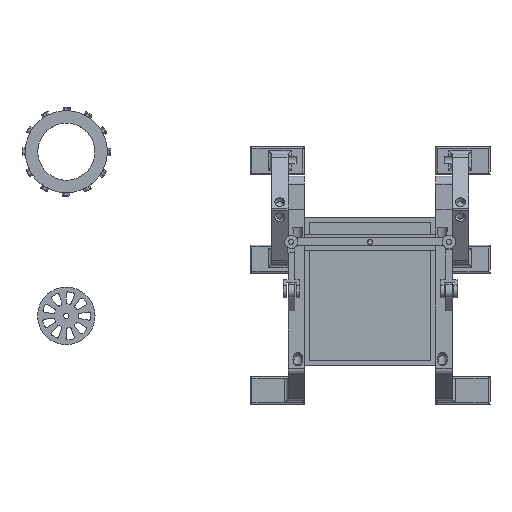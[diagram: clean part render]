
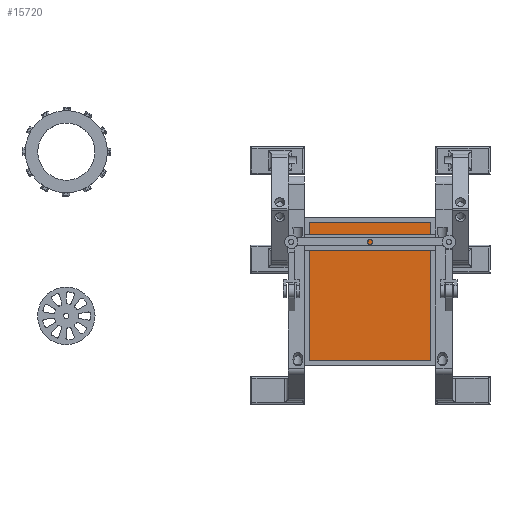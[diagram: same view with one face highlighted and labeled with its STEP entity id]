
A CAD part, top view. The second image highlights one B-rep face of the part: STEP entity #15720.
In plain terms, the highlighted planar face has unit normal (0, 0, 1).
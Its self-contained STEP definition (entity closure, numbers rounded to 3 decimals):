
#296=PLANE('',#16665);
#1312=FACE_OUTER_BOUND('',#2163,.T.);
#2163=EDGE_LOOP('',(#11531,#11532,#11533,#11534));
#3304=LINE('',#23020,#4983);
#3307=LINE('',#23025,#4986);
#3309=LINE('',#23029,#4988);
#3310=LINE('',#23031,#4989);
#4983=VECTOR('',#18538,10.);
#4986=VECTOR('',#18543,10.);
#4988=VECTOR('',#18547,10.);
#4989=VECTOR('',#18550,10.);
#6918=VERTEX_POINT('',#23017);
#6919=VERTEX_POINT('',#23019);
#6920=VERTEX_POINT('',#23023);
#6921=VERTEX_POINT('',#23027);
#8676=EDGE_CURVE('',#6918,#6919,#3304,.T.);
#8679=EDGE_CURVE('',#6920,#6918,#3307,.T.);
#8681=EDGE_CURVE('',#6921,#6920,#3309,.T.);
#8682=EDGE_CURVE('',#6919,#6921,#3310,.T.);
#11531=ORIENTED_EDGE('',*,*,#8682,.F.);
#11532=ORIENTED_EDGE('',*,*,#8676,.F.);
#11533=ORIENTED_EDGE('',*,*,#8679,.F.);
#11534=ORIENTED_EDGE('',*,*,#8681,.F.);
#15720=ADVANCED_FACE('',(#1312),#296,.F.);
#16665=AXIS2_PLACEMENT_3D('',#23032,#18551,#18552);
#18538=DIRECTION('',(0.,-1.,0.));
#18543=DIRECTION('',(1.,0.,0.));
#18547=DIRECTION('',(0.,1.,0.));
#18550=DIRECTION('',(-1.,0.,0.));
#18551=DIRECTION('center_axis',(0.,0.,-1.));
#18552=DIRECTION('ref_axis',(1.,0.,0.));
#23017=CARTESIAN_POINT('',(82.055,56.867,32.));
#23019=CARTESIAN_POINT('',(82.055,-27.133,32.));
#23020=CARTESIAN_POINT('',(82.055,56.867,32.));
#23023=CARTESIAN_POINT('',(8.055,56.867,32.));
#23025=CARTESIAN_POINT('',(8.055,56.867,32.));
#23027=CARTESIAN_POINT('',(8.055,-27.133,32.));
#23029=CARTESIAN_POINT('',(8.055,-27.133,32.));
#23031=CARTESIAN_POINT('',(82.055,-27.133,32.));
#23032=CARTESIAN_POINT('Origin',(45.055,14.867,32.));
